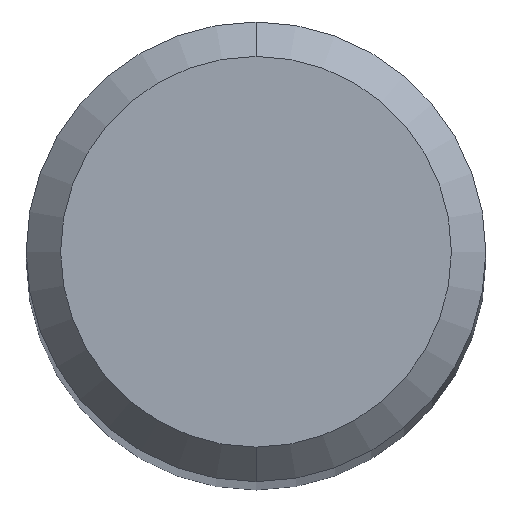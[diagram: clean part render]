
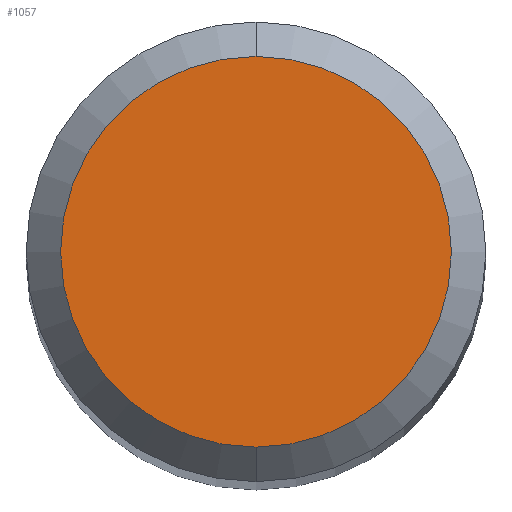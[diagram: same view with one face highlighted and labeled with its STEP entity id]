
A CAD part, top view. The second image highlights one B-rep face of the part: STEP entity #1057.
In plain terms, the highlighted planar face has unit normal (0, 0, 1).
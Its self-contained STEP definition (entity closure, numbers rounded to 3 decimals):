
#567=VERTEX_POINT('',#1359);
#683=EDGE_CURVE('',#911,#567,#1486,.T.);
#901=EDGE_CURVE('',#567,#911,#1720,.T.);
#911=VERTEX_POINT('',#1731);
#1057=ADVANCED_FACE('',(#1893),#1894,.T.);
#1359=CARTESIAN_POINT('',(0.,-1.7,0.0));
#1486=CIRCLE('',#3098,1.7);
#1720=CIRCLE('',#3874,1.7);
#1731=CARTESIAN_POINT('',(0.0,1.7,0.0));
#1893=FACE_OUTER_BOUND('',#4760,.T.);
#1894=PLANE('',#4761);
#3098=AXIS2_PLACEMENT_3D('',#5442,#5443,#5444);
#3874=AXIS2_PLACEMENT_3D('',#5712,#5713,#5714);
#4760=EDGE_LOOP('',(#5879,#5880));
#4761=AXIS2_PLACEMENT_3D('',#5881,#5882,#5883);
#5442=CARTESIAN_POINT('',(0.0,0.0,0.0));
#5443=DIRECTION('',(0.0,0.0,-1.0));
#5444=DIRECTION('',(0.0,1.0,0.0));
#5712=CARTESIAN_POINT('',(0.0,0.0,0.0));
#5713=DIRECTION('',(0.0,0.0,-1.0));
#5714=DIRECTION('',(0.0,1.0,0.0));
#5879=ORIENTED_EDGE('',*,*,#683,.F.);
#5880=ORIENTED_EDGE('',*,*,#901,.F.);
#5881=CARTESIAN_POINT('',(0.0,0.85,0.0));
#5882=DIRECTION('',(-0.0,0.0,1.0));
#5883=DIRECTION('',(0.0,-1.0,0.0));
